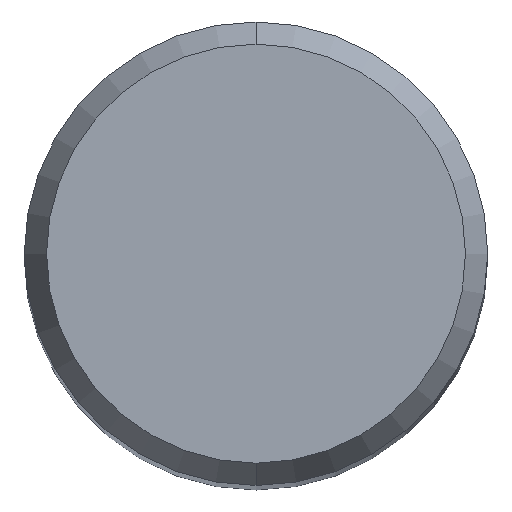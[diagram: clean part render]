
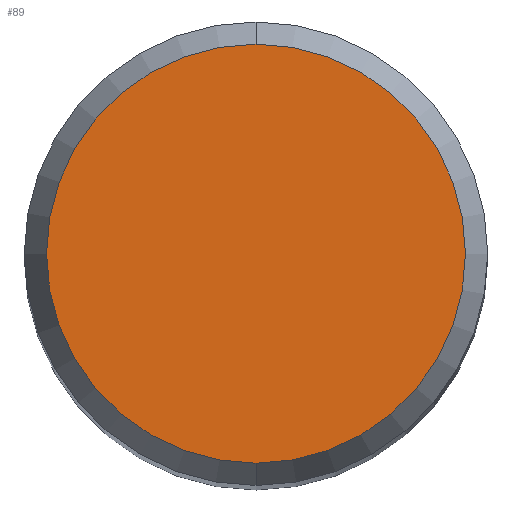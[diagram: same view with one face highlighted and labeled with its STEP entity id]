
A CAD part, top view. The second image highlights one B-rep face of the part: STEP entity #89.
In plain terms, the highlighted planar face has unit normal (0, 0, 1).
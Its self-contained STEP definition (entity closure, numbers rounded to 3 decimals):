
#87=EDGE_CURVE('',#137,#127,#214,.T.);
#89=ADVANCED_FACE('',(#216),#217,.T.);
#127=VERTEX_POINT('',#262);
#137=VERTEX_POINT('',#273);
#151=EDGE_CURVE('',#127,#137,#288,.T.);
#214=CIRCLE('',#348,2.158);
#216=FACE_OUTER_BOUND('',#350,.T.);
#217=PLANE('',#351);
#262=CARTESIAN_POINT('',(0.0,2.158,0.01));
#273=CARTESIAN_POINT('',(0.,-2.158,0.01));
#288=CIRCLE('',#436,2.158);
#348=AXIS2_PLACEMENT_3D('',#501,#502,#503);
#350=EDGE_LOOP('',(#505,#506));
#351=AXIS2_PLACEMENT_3D('',#507,#508,#509);
#436=AXIS2_PLACEMENT_3D('',#611,#612,#613);
#501=CARTESIAN_POINT('',(0.0,0.0,0.01));
#502=DIRECTION('',(0.0,0.0,-1.0));
#503=DIRECTION('',(0.0,1.0,0.0));
#505=ORIENTED_EDGE('',*,*,#151,.F.);
#506=ORIENTED_EDGE('',*,*,#87,.F.);
#507=CARTESIAN_POINT('',(0.0,1.079,0.01));
#508=DIRECTION('',(-0.0,0.0,1.0));
#509=DIRECTION('',(0.0,-1.0,0.0));
#611=CARTESIAN_POINT('',(0.0,0.0,0.01));
#612=DIRECTION('',(0.0,0.0,-1.0));
#613=DIRECTION('',(0.0,1.0,0.0));
